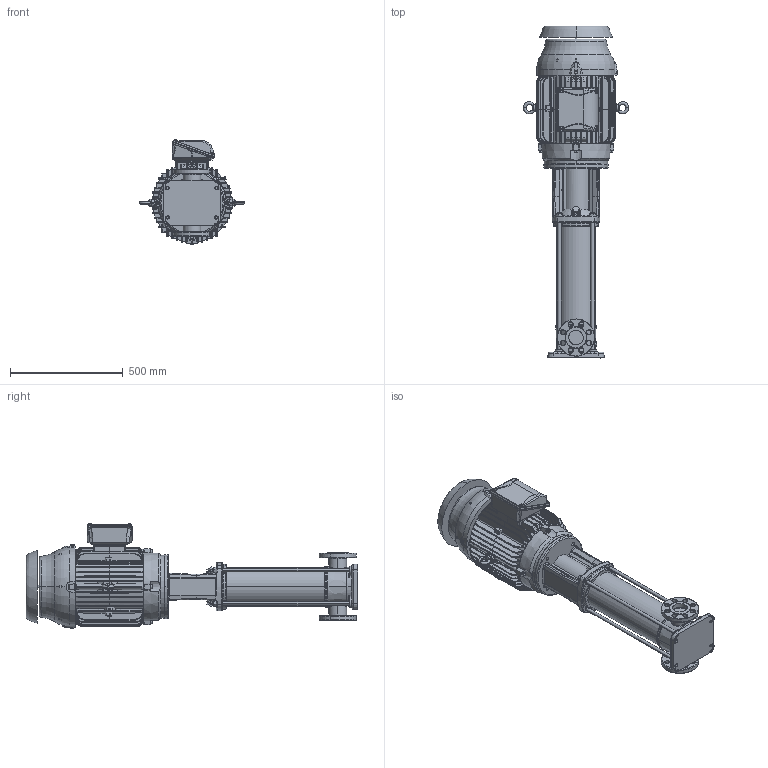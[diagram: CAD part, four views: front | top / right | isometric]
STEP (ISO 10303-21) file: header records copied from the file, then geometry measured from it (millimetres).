
FILE_DESCRIPTION (( 'STEP AP203' ), '1' );
FILE_NAME ('3303089 - MVI-100-10-25 HP-284TSC-304-E-230_460~3.step', '2022-03-30T17:37:28', ( '' ), ( '' ), 'SwSTEP 2.0', 'SolidWorks 2021', '' );
FILE_SCHEMA (( 'CONFIG_CONTROL_DESIGN' ));
Length unit declared in the file: inch
Products named in the file (5): sbi_n_20-10_flange(NEMA); TEFC MOTOR_2704070 - NEMA V2 25HP 284_6TSC 230_460~3 TEFC; 3303089 - MVI-100-10-25 HP-284TSC-304-E-230_460~3; MVI PEO - [304-EPDM]_3304089 - MVI-100-10-25 HP-284TSC-304-E-S; 2704070 - NEMA V2 25HP 284_6TSC 230_460~3 TEFC
Assembly tree (4 placements, depth 3):
  3303089 - MVI-100-10-25 HP-284TSC-304-E-230_460~3
    MVI PEO - [304-EPDM]_3304089 - MVI-100-10-25 HP-284TSC-304-E-S
      sbi_n_20-10_flange(NEMA)
    TEFC MOTOR_2704070 - NEMA V2 25HP 284_6TSC 230_460~3 TEFC
      2704070 - NEMA V2 25HP 284_6TSC 230_460~3 TEFC
Bounding box: 465.92 x 1469.37 x 466.9 mm (x, y, z)
Volume: 71927612.9 mm3; surface area: 3231232.3 mm2
Topology: 23 solids, 25 shells, 3582 faces, 9167 edges, 5707 vertices
Faces by surface type: bspline 1182, cylinder 1042, plane 985, cone 289, torus 61, sphere 23
Entity records: 192778 total; most frequent: CARTESIAN_POINT 117118, ORIENTED_EDGE 18268, DIRECTION 12255, EDGE_CURVE 9134, VERTEX_POINT 5703, AXIS2_PLACEMENT_3D 4873, EDGE_LOOP 3765, B_SPLINE_CURVE_WITH_KNOTS 3686
